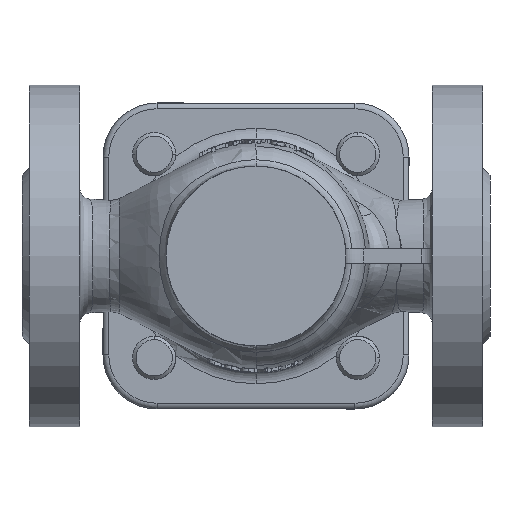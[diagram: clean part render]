
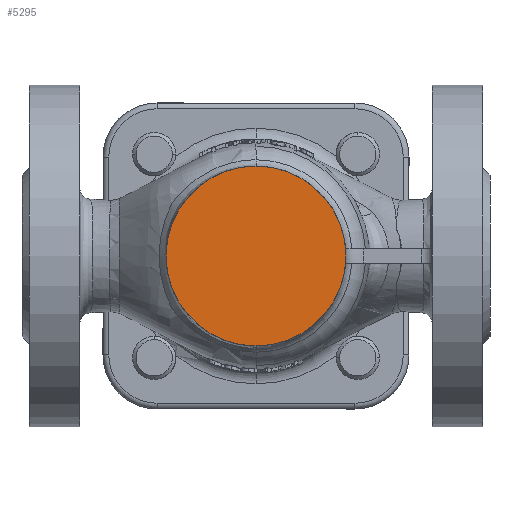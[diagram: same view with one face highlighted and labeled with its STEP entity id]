
A CAD part, front view. The second image highlights one B-rep face of the part: STEP entity #5295.
In plain terms, the highlighted planar face has unit normal (0, -1, 0).
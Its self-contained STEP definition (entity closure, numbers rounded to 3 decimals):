
#5295 = ADVANCED_FACE ( 'NONE', ( #9373 ), #112629, .F. ) ;
#9373 = FACE_OUTER_BOUND ( 'NONE', #184170, .T. ) ;
#41686 = CARTESIAN_POINT ( 'NONE',  ( 0., -50., 0. ) ) ;
#57311 = DIRECTION ( 'NONE',  ( 0., 0., 1. ) ) ;
#61046 = ORIENTED_EDGE ( 'NONE', *, *, #151955, .F. ) ;
#66536 = DIRECTION ( 'NONE',  ( 0., 0., 1. ) ) ;
#76149 = VERTEX_POINT ( 'NONE', #129177 ) ;
#76487 = CARTESIAN_POINT ( 'NONE',  ( 0., -50., -25. ) ) ;
#76797 = DIRECTION ( 'NONE',  ( 0., 1., 0. ) ) ;
#83515 = AXIS2_PLACEMENT_3D ( 'NONE', #41686, #150123, #57311 ) ;
#98511 = CIRCLE ( 'NONE', #83515, 25. ) ;
#112629 = PLANE ( 'NONE',  #184782 ) ;
#116690 = EDGE_CURVE ( 'NONE', #181530, #76149, #98511, .T. ) ;
#116877 = CIRCLE ( 'NONE', #149391, 25. ) ;
#120434 = ORIENTED_EDGE ( 'NONE', *, *, #116690, .F. ) ;
#128201 = CARTESIAN_POINT ( 'NONE',  ( 0., -50., 0. ) ) ;
#129177 = CARTESIAN_POINT ( 'NONE',  ( 0., -50., 25. ) ) ;
#149391 = AXIS2_PLACEMENT_3D ( 'NONE', #169668, #76797, #185237 ) ;
#150123 = DIRECTION ( 'NONE',  ( 0., 1., 0. ) ) ;
#151955 = EDGE_CURVE ( 'NONE', #76149, #181530, #116877, .T. ) ;
#159365 = DIRECTION ( 'NONE',  ( 0., 1., 0. ) ) ;
#169668 = CARTESIAN_POINT ( 'NONE',  ( 0., -50., 0. ) ) ;
#181530 = VERTEX_POINT ( 'NONE', #76487 ) ;
#184170 = EDGE_LOOP ( 'NONE', ( #120434, #61046 ) ) ;
#184782 = AXIS2_PLACEMENT_3D ( 'NONE', #128201, #159365, #66536 ) ;
#185237 = DIRECTION ( 'NONE',  ( 0., 0., 1. ) ) ;
